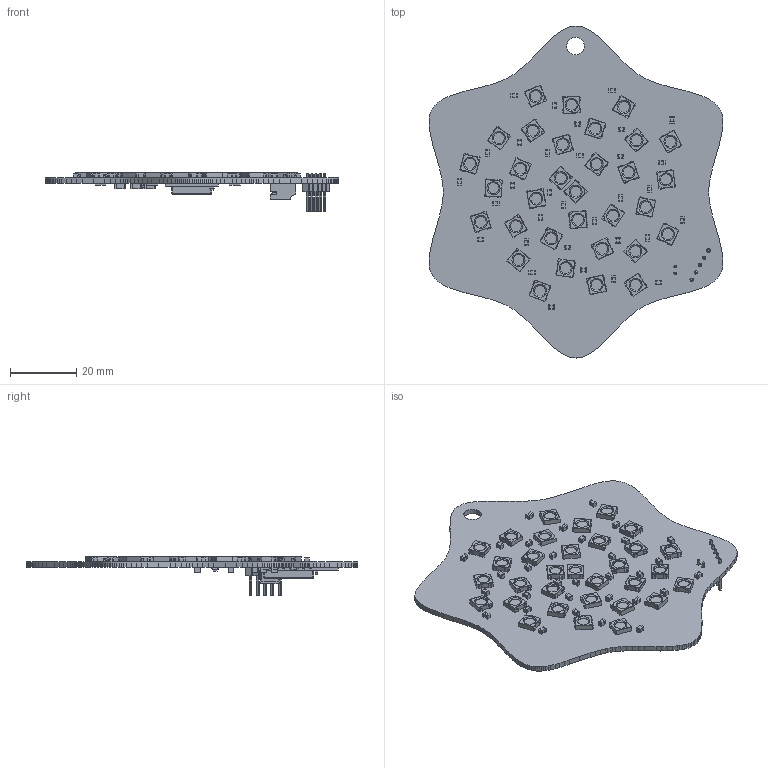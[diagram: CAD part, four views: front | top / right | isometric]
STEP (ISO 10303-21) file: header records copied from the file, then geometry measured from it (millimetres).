
FILE_DESCRIPTION(('KiCad electronic assembly'),'2;1');
FILE_NAME('spiralboard.step','2024-12-23T09:15:05',('Pcbnew'),('Kicad'), 'Open CASCADE STEP processor 7.8','KiCad to STEP converter','Unknown' );
FILE_SCHEMA(('AUTOMOTIVE_DESIGN { 1 0 10303 214 1 1 1 1 }'));
Length unit declared in the file: millimetre
Products named in the file (18): spiralboard 1; C_0805_2012Metric; LED_WS2812B_PLCC4_5.0x5.0mm_P3.2mm; LED_WS2812B_PLCC4_50x50mm_P32mm; C_1206_3216Metric; R_1206_3216Metric; SOT-23; SOT_23; JST_PH_S2B-PH-K_1x02_P2.00mm_Horizontal; JST_S2B_PH_K; ESP-12E; ESP_12E001_cp; PinHeader_1x05_P2.54mm_Vertical; PinHeader_1x05_P254mm_Vertical; spiralboard_PCB
Assembly tree (89 placements, depth 3):
  spiralboard 1
    C_0805_2012Metric  x32
      C_0805_2012Metric
    LED_WS2812B_PLCC4_5.0x5.0mm_P3.2mm  x32
      LED_WS2812B_PLCC4_50x50mm_P32mm
    C_1206_3216Metric  x5
      C_1206_3216Metric
    R_1206_3216Metric  x7
      R_1206_3216Metric
    SOT-23
      SOT_23
    JST_PH_S2B-PH-K_1x02_P2.00mm_Horizontal
      JST_S2B_PH_K
    ESP-12E
      ESP_12E001_cp
    PinHeader_1x05_P2.54mm_Vertical
      PinHeader_1x05_P254mm_Vertical
    spiralboard_PCB
Bounding box: 88.47 x 100 x 11.94 mm (x, y, z)
Volume: 12109.8 mm3; surface area: 18615.8 mm2
Topology: 128 solids, 128 shells, 4431 faces, 12232 edges, 8042 vertices
Faces by surface type: plane 2988, cylinder 1380, cone 32, bspline 27, sphere 4
Full cylindrical faces by diameter (mm): 0.65 x16, 0.7 x16, 0.75 x2, 1 x5, 3.333 x32, 5.3 x1
Entity records: 43380 total; most frequent: CARTESIAN_POINT 6569, ORIENTED_EDGE 6138, DIRECTION 5977, EDGE_CURVE 3069, LINE 2581, VECTOR 2581, VERTEX_POINT 2006, AXIS2_PLACEMENT_3D 1698
